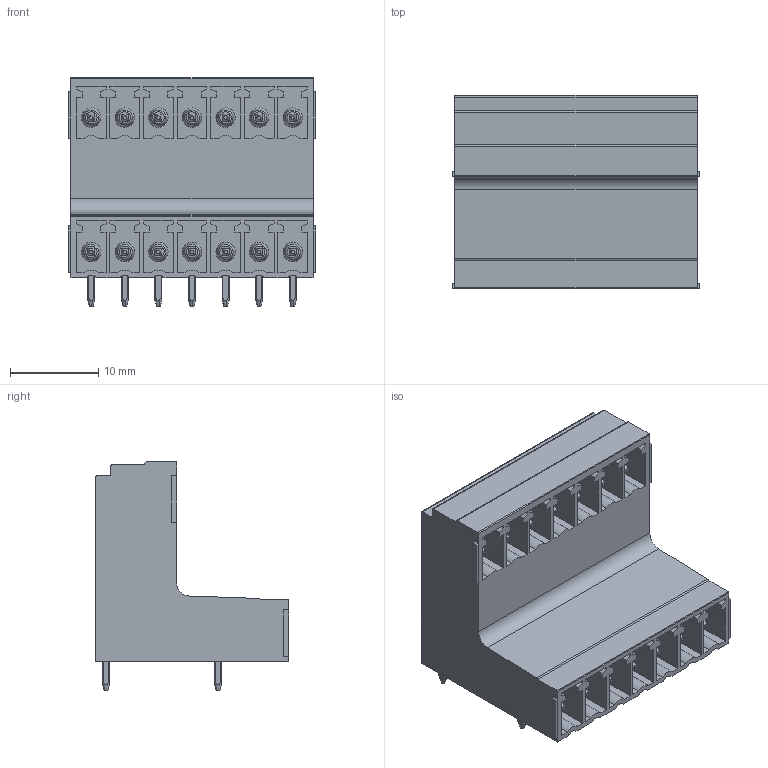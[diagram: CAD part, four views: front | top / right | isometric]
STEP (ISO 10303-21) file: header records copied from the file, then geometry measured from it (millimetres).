
FILE_DESCRIPTION(('CATIA V5 STEP Exchange','CAx-IF Rec.Pracs.--- Model Styling and Organization---1.2---2011-12-15'),'2;1');
FILE_NAME ('D1447264_0_1033550000_1033550000.stp','2018-10-13T11:20:31+00:00',('none'),('Weidmueller'),'CATIA Version 5-6 Release 2014','CATIA V5 STEP AP214','none');
FILE_SCHEMA(('AUTOMOTIVE_DESIGN { 1 0 10303 214 1 1 1 1 }'));
Length unit declared in the file: millimetre
Products named in the file (1): 1033550000
Bounding box: 28.06 x 21.9 x 25.9 mm (x, y, z)
Volume: 5717.4 mm3; surface area: 6936.5 mm2
Topology: 15 solids, 15 shells, 932 faces, 2532 edges, 1658 vertices
Faces by surface type: plane 582, cylinder 238, cone 84, torus 28
Entity records: 29198 total; most frequent: CARTESIAN_POINT 8051, ORIENTED_EDGE 5064, DIRECTION 3107, EDGE_CURVE 2532, VECTOR 1762, LINE 1762, VERTEX_POINT 1658, EDGE_LOOP 988
